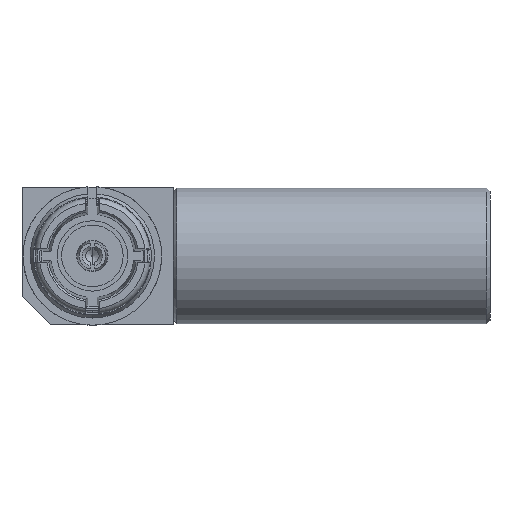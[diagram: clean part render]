
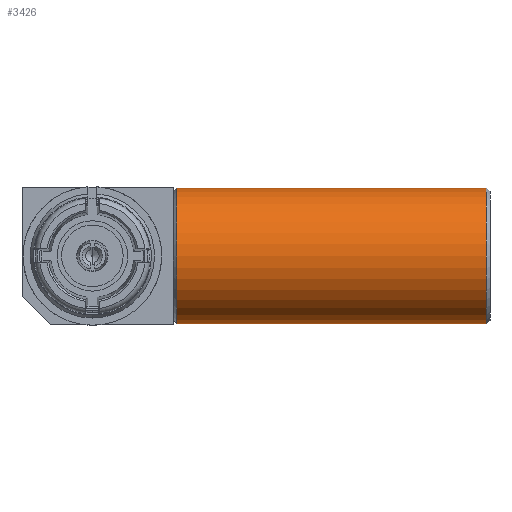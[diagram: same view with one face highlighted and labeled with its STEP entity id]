
A CAD part, left-side view. The second image highlights one B-rep face of the part: STEP entity #3426.
In plain terms, the highlighted cylindrical face has radius 1.93 mm (diameter 3.86 mm), a partial arc.
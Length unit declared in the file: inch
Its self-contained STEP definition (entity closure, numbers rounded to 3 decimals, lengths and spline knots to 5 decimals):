
#41 = CARTESIAN_POINT ( 'NONE',  ( 0., -0.09449, 0.07598 ) ) ;
#101 = VECTOR ( 'NONE', #1909, 39.37008 ) ;
#360 = LINE ( 'NONE', #1655, #1362 ) ;
#571 = CARTESIAN_POINT ( 'NONE',  ( 0., -0.44094, 0.07598 ) ) ;
#576 = AXIS2_PLACEMENT_3D ( 'NONE', #1992, #3969, #3334 ) ;
#915 = LINE ( 'NONE', #2953, #101 ) ;
#988 = EDGE_CURVE ( 'NONE', #3295, #2302, #2854, .T. ) ;
#1031 = CARTESIAN_POINT ( 'NONE',  ( 0., -0.44094, -0.07598 ) ) ;
#1125 = CYLINDRICAL_SURFACE ( 'NONE', #3176, 0.07598 ) ;
#1263 = ORIENTED_EDGE ( 'NONE', *, *, #3096, .F. ) ;
#1362 = VECTOR ( 'NONE', #1596, 39.37008 ) ;
#1444 = DIRECTION ( 'NONE',  ( 0., 0., -1. ) ) ;
#1503 = DIRECTION ( 'NONE',  ( 0., 1., 0. ) ) ;
#1596 = DIRECTION ( 'NONE',  ( 0., 1., 0. ) ) ;
#1655 = CARTESIAN_POINT ( 'NONE',  ( 0., -0.09055, 0.07598 ) ) ;
#1673 = ORIENTED_EDGE ( 'NONE', *, *, #3224, .T. ) ;
#1903 = DIRECTION ( 'NONE',  ( 0., 0., 1. ) ) ;
#1909 = DIRECTION ( 'NONE',  ( 0., 1., 0. ) ) ;
#1992 = CARTESIAN_POINT ( 'NONE',  ( 0., -0.44094, 0. ) ) ;
#2099 = CARTESIAN_POINT ( 'NONE',  ( 0., -0.09055, 0. ) ) ;
#2302 = VERTEX_POINT ( 'NONE', #2529 ) ;
#2392 = ORIENTED_EDGE ( 'NONE', *, *, #2450, .T. ) ;
#2450 = EDGE_CURVE ( 'NONE', #3003, #3295, #360, .T. ) ;
#2529 = CARTESIAN_POINT ( 'NONE',  ( 0., -0.09449, -0.07598 ) ) ;
#2654 = AXIS2_PLACEMENT_3D ( 'NONE', #3697, #3366, #1444 ) ;
#2854 = CIRCLE ( 'NONE', #2654, 0.07598 ) ;
#2888 = VERTEX_POINT ( 'NONE', #1031 ) ;
#2953 = CARTESIAN_POINT ( 'NONE',  ( 0., -0.09055, -0.07598 ) ) ;
#3003 = VERTEX_POINT ( 'NONE', #571 ) ;
#3096 = EDGE_CURVE ( 'NONE', #2888, #2302, #915, .T. ) ;
#3176 = AXIS2_PLACEMENT_3D ( 'NONE', #2099, #1503, #1903 ) ;
#3224 = EDGE_CURVE ( 'NONE', #2888, #3003, #3446, .T. ) ;
#3295 = VERTEX_POINT ( 'NONE', #41 ) ;
#3334 = DIRECTION ( 'NONE',  ( 0., 0., 1. ) ) ;
#3335 = EDGE_LOOP ( 'NONE', ( #1263, #1673, #2392, #3727 ) ) ;
#3366 = DIRECTION ( 'NONE',  ( 0., -1., 0. ) ) ;
#3426 = ADVANCED_FACE ( 'NONE', ( #3761 ), #1125, .T. ) ;
#3446 = CIRCLE ( 'NONE', #576, 0.07598 ) ;
#3697 = CARTESIAN_POINT ( 'NONE',  ( 0., -0.09449, 0. ) ) ;
#3727 = ORIENTED_EDGE ( 'NONE', *, *, #988, .T. ) ;
#3761 = FACE_OUTER_BOUND ( 'NONE', #3335, .T. ) ;
#3969 = DIRECTION ( 'NONE',  ( 0., 1., 0. ) ) ;
